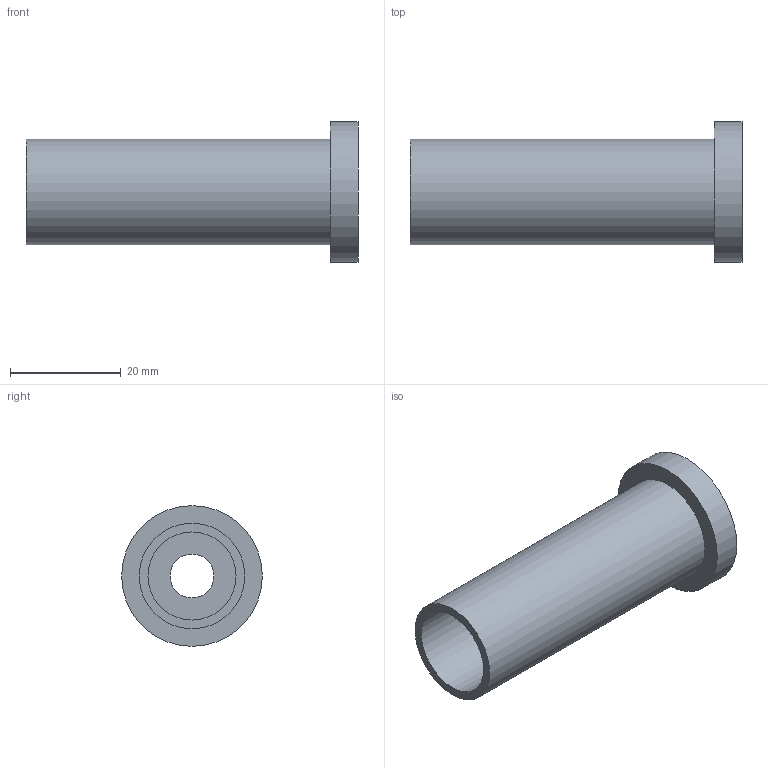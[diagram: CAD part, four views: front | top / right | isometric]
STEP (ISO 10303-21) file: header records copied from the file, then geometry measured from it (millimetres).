
FILE_DESCRIPTION(/* description */ (''),/* implementation_level */ '2;1');
FILE_NAME(/* name */ 'CK19.05-7.9375.stp',/* time_stamp */ '2023-06-13T11:17:00+09:00',/* author */ ('eos'),/* organization */ (''),/* preprocessor_version */ 'ST-DEVELOPER v18.1',/* originating_system */ 'Autodesk Inventor 2022',/* authorisation */ '');
FILE_SCHEMA (('AUTOMOTIVE_DESIGN { 1 0 10303 214 3 1 1 }'));
Length unit declared in the file: millimetre
Products named in the file (1): LO-CK19.05-6
Bounding box: 60 x 25.4 x 25.4 mm (x, y, z)
Volume: 11662.4 mm3; surface area: 6750.8 mm2
Topology: 1 solids, 1 shells, 10 faces, 15 edges, 10 vertices
Faces by surface type: cylinder 5, plane 5
Full cylindrical faces by diameter (mm): 7.938 x1, 15.917 x1, 17 x1, 19.05 x1, 25.4 x1
Entity records: 276 total; most frequent: DIRECTION 47, CARTESIAN_POINT 36, ORIENTED_EDGE 30, AXIS2_PLACEMENT_3D 21, EDGE_LOOP 15, EDGE_CURVE 15, FACE_OUTER_BOUND 10, CIRCLE 10
